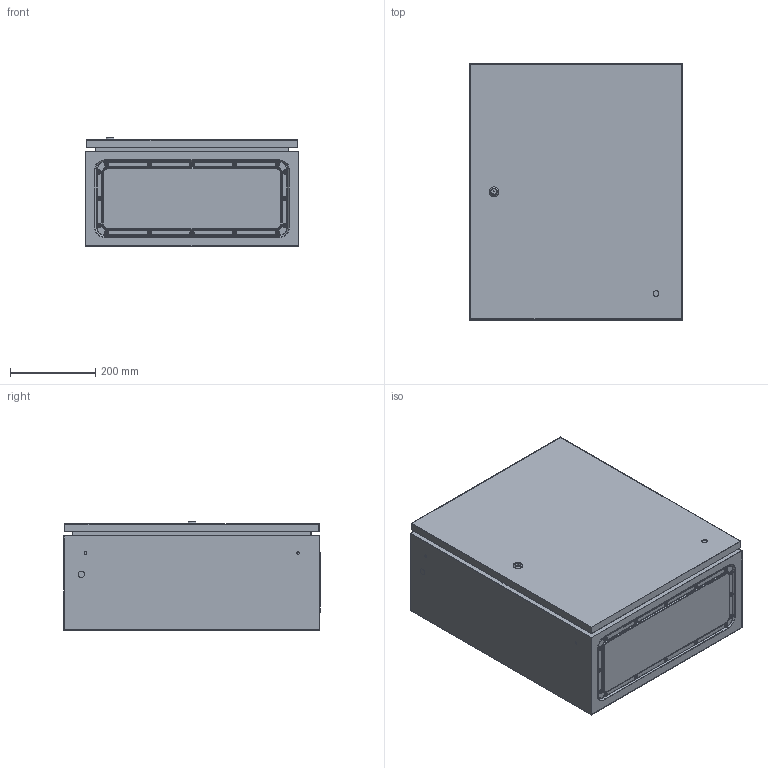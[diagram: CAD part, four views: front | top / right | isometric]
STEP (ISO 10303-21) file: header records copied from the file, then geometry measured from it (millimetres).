
FILE_DESCRIPTION (( 'STEP AP214' ), '1' );
FILE_NAME ('SHMP-60.50.25 TITAN5 IP54.STEP', '2022-09-16T10:02:03', ( '' ), ( '' ), 'SwSTEP 2.0', 'SolidWorks 2022', '' );
FILE_SCHEMA (( 'AUTOMOTIVE_DESIGN' ));
Length unit declared in the file: millimetre
Products named in the file (7): SHMP-60.50.25 TITAN5 IP54; Obolochka_SHMP_ShMP-60.50.25; Mont.Panel_600x500; Gaika_6; Винт_резьбовыдавливающий_М4х9; Dver_-600.500; Kryshka1_450x175
Assembly tree (24 placements, depth 2):
  SHMP-60.50.25 TITAN5 IP54
    Obolochka_SHMP_ShMP-60.50.25
    Mont.Panel_600x500
    Dver_-600.500
    Kryshka1_450x175
    Gaika_6  x4
    Винт_резьбовыдавливающий_М4х9  x16
Bounding box: 500 x 600.5 x 254.5 mm (x, y, z)
Volume: 1701663 mm3; surface area: 3041412.6 mm2
Topology: 28 solids, 28 shells, 1485 faces, 3797 edges, 2535 vertices
Faces by surface type: plane 1006, cylinder 323, torus 52, cone 40, bspline 32, sphere 32
Entity records: 30420 total; most frequent: CARTESIAN_POINT 5652, DIRECTION 4956, ORIENTED_EDGE 4930, EDGE_CURVE 2465, LINE 1962, VECTOR 1962, VERTEX_POINT 1617, AXIS2_PLACEMENT_3D 1497
